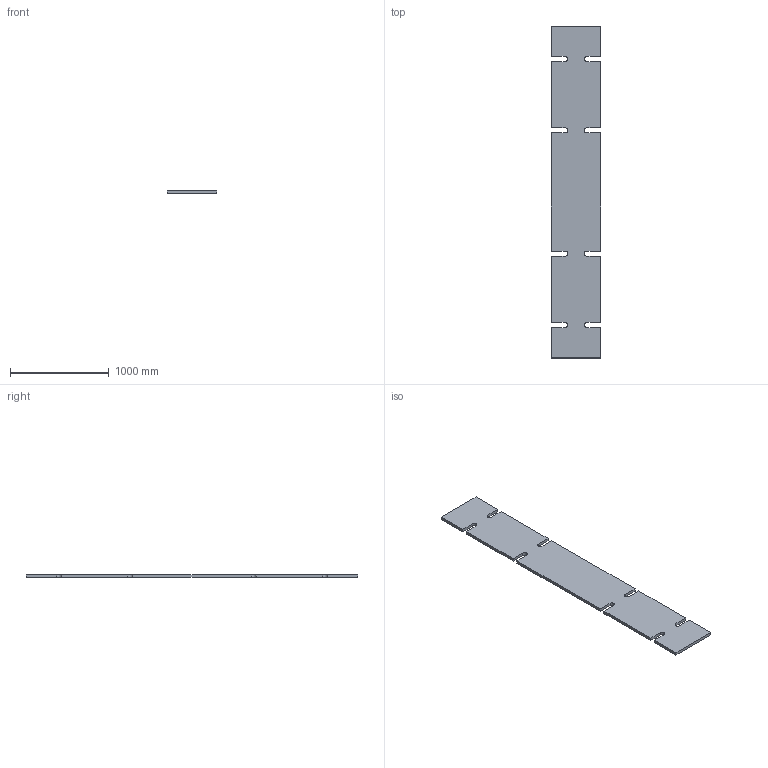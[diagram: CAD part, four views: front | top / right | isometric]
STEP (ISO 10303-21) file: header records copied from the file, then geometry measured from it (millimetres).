
FILE_DESCRIPTION(('CoCreate Modeling STEP Export'),'2;1');
FILE_NAME('s31.stp','2011-05-24T11:02:36',(''),(''),'CoCreate Modeling STEP processor for AP214 (Solid Model)','CoCreate Modeling 18.0P1120 20-Nov-2010 (C) Parametric Technology GmbH','');
FILE_SCHEMA(('AUTOMOTIVE_DESIGN { 1 0 10303 214 1 1 1 1 }'));
Length unit declared in the file: millimetre
Products named in the file (2): 504_BASE_PLATE_SP.PRT
Assembly tree (1 placements, depth 2):
  504_BASE_PLATE_SP.PRT
    504_BASE_PLATE_SP.PRT
Bounding box: 500 x 3370 x 30 mm (x, y, z)
Volume: 48547954 mm3; surface area: 3543053.8 mm2
Topology: 1 solids, 1 shells, 38 faces, 108 edges, 72 vertices
Faces by surface type: plane 30, cylinder 8
Entity records: 1577 total; most frequent: CARTESIAN_POINT 220, ORIENTED_EDGE 216, DIRECTION 204, EDGE_CURVE 108, VECTOR 92, LINE 92, VERTEX_POINT 72, AXIS2_PLACEMENT_3D 56
